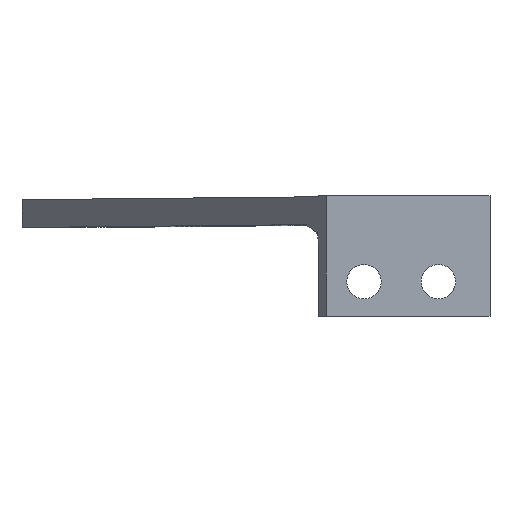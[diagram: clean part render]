
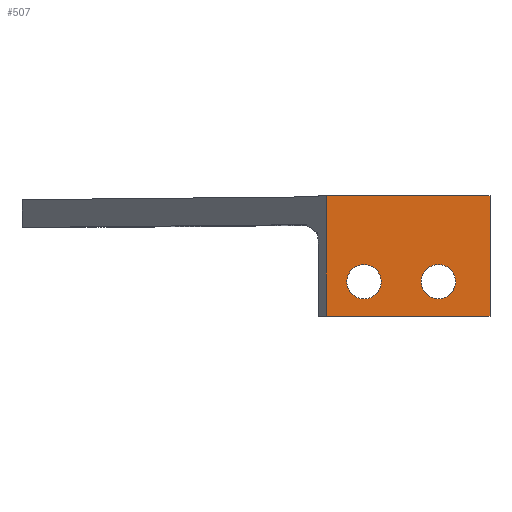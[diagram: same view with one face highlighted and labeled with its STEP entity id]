
A CAD part, top view. The second image highlights one B-rep face of the part: STEP entity #507.
In plain terms, the highlighted planar face has unit normal (0, 0, 1).
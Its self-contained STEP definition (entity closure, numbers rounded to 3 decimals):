
#32=FACE_BOUND('',#99,.T.);
#33=FACE_BOUND('',#100,.T.);
#48=PLANE('',#564);
#63=FACE_OUTER_BOUND('',#98,.T.);
#98=EDGE_LOOP('',(#411,#412,#413,#414));
#99=EDGE_LOOP('',(#415));
#100=EDGE_LOOP('',(#416));
#147=LINE('',#834,#188);
#149=LINE('',#838,#190);
#150=LINE('',#840,#191);
#151=LINE('',#841,#192);
#188=VECTOR('',#672,10.);
#190=VECTOR('',#676,10.);
#191=VECTOR('',#677,10.);
#192=VECTOR('',#678,10.);
#220=CIRCLE('',#565,1.5);
#221=CIRCLE('',#566,1.5);
#262=VERTEX_POINT('',#831);
#263=VERTEX_POINT('',#833);
#264=VERTEX_POINT('',#837);
#265=VERTEX_POINT('',#839);
#266=VERTEX_POINT('',#842);
#267=VERTEX_POINT('',#844);
#318=EDGE_CURVE('',#262,#263,#147,.T.);
#320=EDGE_CURVE('',#263,#264,#149,.T.);
#321=EDGE_CURVE('',#262,#265,#150,.T.);
#322=EDGE_CURVE('',#265,#264,#151,.T.);
#323=EDGE_CURVE('',#266,#266,#220,.T.);
#324=EDGE_CURVE('',#267,#267,#221,.T.);
#411=ORIENTED_EDGE('',*,*,#320,.F.);
#412=ORIENTED_EDGE('',*,*,#318,.F.);
#413=ORIENTED_EDGE('',*,*,#321,.T.);
#414=ORIENTED_EDGE('',*,*,#322,.T.);
#415=ORIENTED_EDGE('',*,*,#323,.T.);
#416=ORIENTED_EDGE('',*,*,#324,.T.);
#507=ADVANCED_FACE('',(#63,#32,#33),#48,.T.);
#564=AXIS2_PLACEMENT_3D('',#836,#674,#675);
#565=AXIS2_PLACEMENT_3D('',#843,#679,#680);
#566=AXIS2_PLACEMENT_3D('',#845,#681,#682);
#672=DIRECTION('',(0.,1.,0.));
#674=DIRECTION('center_axis',(0.,0.,1.));
#675=DIRECTION('ref_axis',(1.,0.,0.));
#676=DIRECTION('',(1.,0.,0.));
#677=DIRECTION('',(1.,0.,0.));
#678=DIRECTION('',(0.,1.,0.));
#679=DIRECTION('center_axis',(0.,0.,-1.));
#680=DIRECTION('ref_axis',(-1.,0.,0.));
#681=DIRECTION('center_axis',(0.,0.,-1.));
#682=DIRECTION('ref_axis',(-1.,0.,0.));
#831=CARTESIAN_POINT('',(-19.295,-10.5,-8.));
#833=CARTESIAN_POINT('',(-19.295,0.,-8.));
#834=CARTESIAN_POINT('',(-19.295,0.,-8.));
#836=CARTESIAN_POINT('Origin',(-12.5,0.,-8.));
#837=CARTESIAN_POINT('',(-5.,0.,-8.));
#838=CARTESIAN_POINT('',(-19.012,0.,-8.));
#839=CARTESIAN_POINT('',(-5.,-10.5,-8.));
#840=CARTESIAN_POINT('',(-5.,-10.5,-8.));
#841=CARTESIAN_POINT('',(-5.,10.5,-8.));
#842=CARTESIAN_POINT('',(-8.,-7.5,-8.));
#843=CARTESIAN_POINT('Origin',(-9.5,-7.5,-8.));
#844=CARTESIAN_POINT('',(-14.5,-7.5,-8.));
#845=CARTESIAN_POINT('Origin',(-16.,-7.5,-8.));
